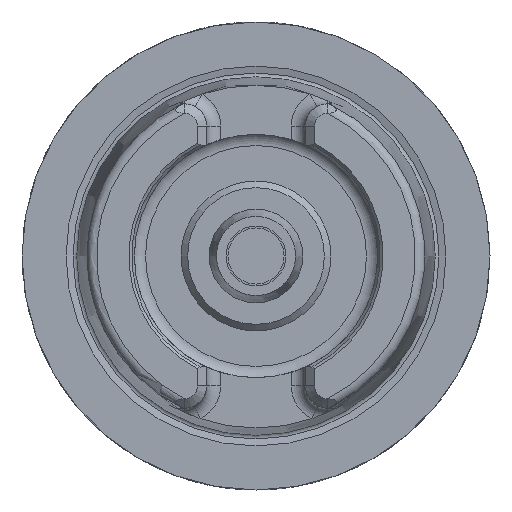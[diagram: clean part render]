
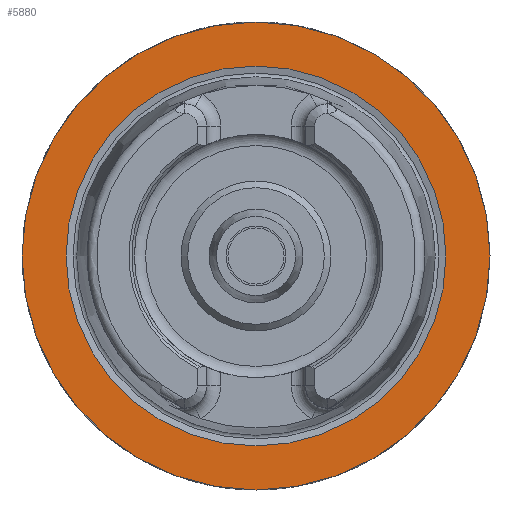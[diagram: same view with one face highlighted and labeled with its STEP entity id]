
A CAD part, left-side view. The second image highlights one B-rep face of the part: STEP entity #5880.
In plain terms, the highlighted planar face has unit normal (-1, 0, 0).
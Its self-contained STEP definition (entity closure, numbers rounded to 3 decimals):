
#5393=CARTESIAN_POINT('',(0.0,25.,0.0));
#5394=VERTEX_POINT('',#5393);
#5395=CARTESIAN_POINT('',(0.0,0.0,0.0));
#5396=DIRECTION('',(1.0,0.0,0.0));
#5397=DIRECTION('',(0.0,1.0,0.0));
#5398=AXIS2_PLACEMENT_3D('',#5395,#5396,#5397);
#5399=CIRCLE('',#5398,25.);
#5400=EDGE_CURVE('',#5394,#5394,#5399,.T.);
#5854=CARTESIAN_POINT('',(0.0,20.296,0.0));
#5855=VERTEX_POINT('',#5854);
#5856=CARTESIAN_POINT('',(0.0,0.0,0.0));
#5857=DIRECTION('',(1.0,0.0,0.0));
#5858=DIRECTION('',(0.0,1.0,0.0));
#5859=AXIS2_PLACEMENT_3D('',#5856,#5857,#5858);
#5860=CIRCLE('',#5859,20.296);
#5861=EDGE_CURVE('',#5855,#5855,#5860,.T.);
#5869=CARTESIAN_POINT('',(0.0,22.648,0.0));
#5870=DIRECTION('',(-1.0,0.0,0.0));
#5871=DIRECTION('',(0.0,0.0,1.0));
#5872=AXIS2_PLACEMENT_3D('',#5869,#5870,#5871);
#5873=PLANE('',#5872);
#5874=ORIENTED_EDGE('',*,*,#5400,.F.);
#5875=EDGE_LOOP('',(#5874));
#5876=FACE_OUTER_BOUND('',#5875,.T.);
#5877=ORIENTED_EDGE('',*,*,#5861,.T.);
#5878=EDGE_LOOP('',(#5877));
#5879=FACE_BOUND('',#5878,.T.);
#5880=ADVANCED_FACE('',(#5876,#5879),#5873,.T.);
